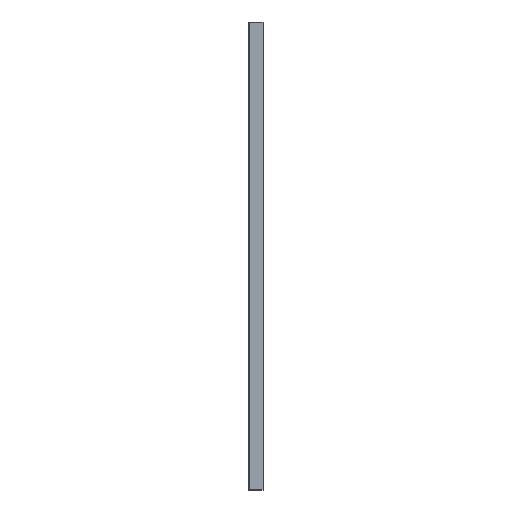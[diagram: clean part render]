
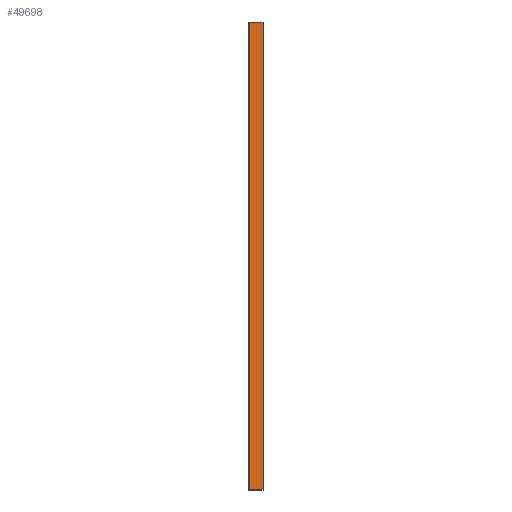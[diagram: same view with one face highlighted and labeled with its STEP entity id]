
A CAD part, front view. The second image highlights one B-rep face of the part: STEP entity #49698.
In plain terms, the highlighted planar face has unit normal (0, -1, 0).
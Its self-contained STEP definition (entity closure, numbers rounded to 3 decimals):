
#37989 = PLANE('',#37990);
#37990 = AXIS2_PLACEMENT_3D('',#37991,#37992,#37993);
#37991 = CARTESIAN_POINT('',(5.5,-10.95,0.05));
#37992 = DIRECTION('',(0.,0.707,0.707));
#37993 = DIRECTION('',(1.,0.,0.));
#38348 = PLANE('',#38349);
#38349 = AXIS2_PLACEMENT_3D('',#38350,#38351,#38352);
#38350 = CARTESIAN_POINT('',(5.5,-10.95,359.95));
#38351 = DIRECTION('',(0.,-0.707,
    0.707));
#38352 = DIRECTION('',(1.,0.,0.));
#38686 = PLANE('',#38687);
#38687 = AXIS2_PLACEMENT_3D('',#38688,#38689,#38690);
#38688 = CARTESIAN_POINT('',(-5.4,-10.9,0.));
#38689 = DIRECTION('',(-0.707,-0.707,
    0.));
#38690 = DIRECTION('',(0.,0.,1.));
#42907 = VERTEX_POINT('',#42908);
#42908 = CARTESIAN_POINT('',(5.4,-11.,0.1));
#42929 = EDGE_CURVE('',#42907,#42930,#42932,.T.);
#42930 = VERTEX_POINT('',#42931);
#42931 = CARTESIAN_POINT('',(-5.3,-11.,0.1));
#42932 = SURFACE_CURVE('',#42933,(#42937,#42944),.PCURVE_S1.);
#42933 = LINE('',#42934,#42935);
#42934 = CARTESIAN_POINT('',(5.5,-11.,0.1));
#42935 = VECTOR('',#42936,1.);
#42936 = DIRECTION('',(-1.,0.,0.));
#42937 = PCURVE('',#37989,#42938);
#42938 = DEFINITIONAL_REPRESENTATION('',(#42939),#42943);
#42939 = LINE('',#42940,#42941);
#42940 = CARTESIAN_POINT('',(0.,-0.071));
#42941 = VECTOR('',#42942,1.);
#42942 = DIRECTION('',(-1.,0.));
#42943 = ( GEOMETRIC_REPRESENTATION_CONTEXT(2) 
PARAMETRIC_REPRESENTATION_CONTEXT() REPRESENTATION_CONTEXT('2D SPACE',''
  ) );
#42944 = PCURVE('',#42945,#42950);
#42945 = PLANE('',#42946);
#42946 = AXIS2_PLACEMENT_3D('',#42947,#42948,#42949);
#42947 = CARTESIAN_POINT('',(5.5,-11.,0.));
#42948 = DIRECTION('',(0.,-1.,0.));
#42949 = DIRECTION('',(-1.,0.,0.));
#42950 = DEFINITIONAL_REPRESENTATION('',(#42951),#42955);
#42951 = LINE('',#42952,#42953);
#42952 = CARTESIAN_POINT('',(0.,-0.1));
#42953 = VECTOR('',#42954,1.);
#42954 = DIRECTION('',(1.,0.));
#42955 = ( GEOMETRIC_REPRESENTATION_CONTEXT(2) 
PARAMETRIC_REPRESENTATION_CONTEXT() REPRESENTATION_CONTEXT('2D SPACE',''
  ) );
#43245 = VERTEX_POINT('',#43246);
#43246 = CARTESIAN_POINT('',(5.4,-11.,359.9));
#43267 = EDGE_CURVE('',#43245,#43268,#43270,.T.);
#43268 = VERTEX_POINT('',#43269);
#43269 = CARTESIAN_POINT('',(-5.3,-11.,359.9));
#43270 = SURFACE_CURVE('',#43271,(#43275,#43282),.PCURVE_S1.);
#43271 = LINE('',#43272,#43273);
#43272 = CARTESIAN_POINT('',(5.5,-11.,359.9));
#43273 = VECTOR('',#43274,1.);
#43274 = DIRECTION('',(-1.,0.,0.));
#43275 = PCURVE('',#38348,#43276);
#43276 = DEFINITIONAL_REPRESENTATION('',(#43277),#43281);
#43277 = LINE('',#43278,#43279);
#43278 = CARTESIAN_POINT('',(0.,-0.071));
#43279 = VECTOR('',#43280,1.);
#43280 = DIRECTION('',(-1.,0.));
#43281 = ( GEOMETRIC_REPRESENTATION_CONTEXT(2) 
PARAMETRIC_REPRESENTATION_CONTEXT() REPRESENTATION_CONTEXT('2D SPACE',''
  ) );
#43282 = PCURVE('',#42945,#43283);
#43283 = DEFINITIONAL_REPRESENTATION('',(#43284),#43288);
#43284 = LINE('',#43285,#43286);
#43285 = CARTESIAN_POINT('',(0.,-359.9));
#43286 = VECTOR('',#43287,1.);
#43287 = DIRECTION('',(1.,0.));
#43288 = ( GEOMETRIC_REPRESENTATION_CONTEXT(2) 
PARAMETRIC_REPRESENTATION_CONTEXT() REPRESENTATION_CONTEXT('2D SPACE',''
  ) );
#43369 = EDGE_CURVE('',#42930,#43268,#43370,.T.);
#43370 = SURFACE_CURVE('',#43371,(#43375,#43382),.PCURVE_S1.);
#43371 = LINE('',#43372,#43373);
#43372 = CARTESIAN_POINT('',(-5.3,-11.,0.));
#43373 = VECTOR('',#43374,1.);
#43374 = DIRECTION('',(0.,0.,1.));
#43375 = PCURVE('',#38686,#43376);
#43376 = DEFINITIONAL_REPRESENTATION('',(#43377),#43381);
#43377 = LINE('',#43378,#43379);
#43378 = CARTESIAN_POINT('',(0.,-0.141));
#43379 = VECTOR('',#43380,1.);
#43380 = DIRECTION('',(1.,0.));
#43381 = ( GEOMETRIC_REPRESENTATION_CONTEXT(2) 
PARAMETRIC_REPRESENTATION_CONTEXT() REPRESENTATION_CONTEXT('2D SPACE',''
  ) );
#43382 = PCURVE('',#42945,#43383);
#43383 = DEFINITIONAL_REPRESENTATION('',(#43384),#43388);
#43384 = LINE('',#43385,#43386);
#43385 = CARTESIAN_POINT('',(10.8,0.));
#43386 = VECTOR('',#43387,1.);
#43387 = DIRECTION('',(0.,-1.));
#43388 = ( GEOMETRIC_REPRESENTATION_CONTEXT(2) 
PARAMETRIC_REPRESENTATION_CONTEXT() REPRESENTATION_CONTEXT('2D SPACE',''
  ) );
#49381 = PLANE('',#49382);
#49382 = AXIS2_PLACEMENT_3D('',#49383,#49384,#49385);
#49383 = CARTESIAN_POINT('',(5.45,-10.95,0.));
#49384 = DIRECTION('',(0.707,-0.707,0.));
#49385 = DIRECTION('',(0.,0.,1.));
#49698 = ADVANCED_FACE('',(#49699),#42945,.T.);
#49699 = FACE_BOUND('',#49700,.T.);
#49700 = EDGE_LOOP('',(#49701,#49722,#49723,#49724));
#49701 = ORIENTED_EDGE('',*,*,#49702,.T.);
#49702 = EDGE_CURVE('',#42907,#43245,#49703,.T.);
#49703 = SURFACE_CURVE('',#49704,(#49708,#49715),.PCURVE_S1.);
#49704 = LINE('',#49705,#49706);
#49705 = CARTESIAN_POINT('',(5.4,-11.,0.));
#49706 = VECTOR('',#49707,1.);
#49707 = DIRECTION('',(0.,0.,1.));
#49708 = PCURVE('',#42945,#49709);
#49709 = DEFINITIONAL_REPRESENTATION('',(#49710),#49714);
#49710 = LINE('',#49711,#49712);
#49711 = CARTESIAN_POINT('',(0.1,0.));
#49712 = VECTOR('',#49713,1.);
#49713 = DIRECTION('',(0.,-1.));
#49714 = ( GEOMETRIC_REPRESENTATION_CONTEXT(2) 
PARAMETRIC_REPRESENTATION_CONTEXT() REPRESENTATION_CONTEXT('2D SPACE',''
  ) );
#49715 = PCURVE('',#49381,#49716);
#49716 = DEFINITIONAL_REPRESENTATION('',(#49717),#49721);
#49717 = LINE('',#49718,#49719);
#49718 = CARTESIAN_POINT('',(0.,0.071));
#49719 = VECTOR('',#49720,1.);
#49720 = DIRECTION('',(1.,0.));
#49721 = ( GEOMETRIC_REPRESENTATION_CONTEXT(2) 
PARAMETRIC_REPRESENTATION_CONTEXT() REPRESENTATION_CONTEXT('2D SPACE',''
  ) );
#49722 = ORIENTED_EDGE('',*,*,#43267,.T.);
#49723 = ORIENTED_EDGE('',*,*,#43369,.F.);
#49724 = ORIENTED_EDGE('',*,*,#42929,.F.);
